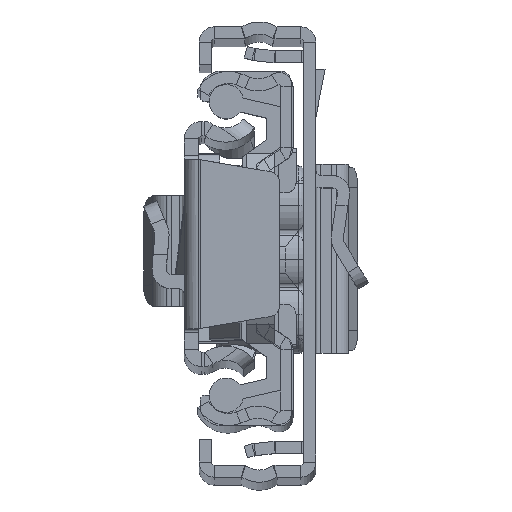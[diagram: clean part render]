
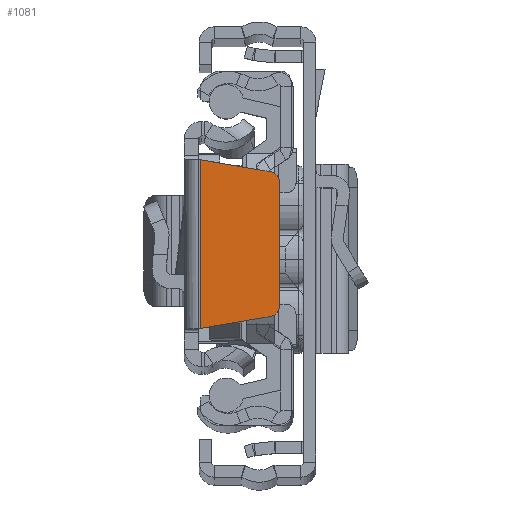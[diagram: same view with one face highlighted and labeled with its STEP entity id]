
A CAD part, top view. The second image highlights one B-rep face of the part: STEP entity #1081.
In plain terms, the highlighted planar face has unit normal (0, 0, 1).
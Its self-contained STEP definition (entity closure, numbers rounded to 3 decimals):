
#1081 = ADVANCED_FACE ( 'NONE', ( #16237 ), #2892, .F. ) ;
#1747 = AXIS2_PLACEMENT_3D ( 'NONE', #6827, #7047, #1951 ) ;
#1776 = CARTESIAN_POINT ( 'NONE',  ( 1.5, 8.35, 0. ) ) ;
#1881 = LINE ( 'NONE', #1776, #7893 ) ;
#1951 = DIRECTION ( 'NONE',  ( 1., 0., 0. ) ) ;
#2486 = VERTEX_POINT ( 'NONE', #21182 ) ;
#2892 = PLANE ( 'NONE',  #5631 ) ;
#3118 = CARTESIAN_POINT ( 'NONE',  ( 9.4, 6.156, 0. ) ) ;
#3497 = EDGE_CURVE ( 'NONE', #18748, #13627, #12812, .T. ) ;
#3520 = ORIENTED_EDGE ( 'NONE', *, *, #6411, .T. ) ;
#3806 = CARTESIAN_POINT ( 'NONE',  ( 9.4, -6.156, 0. ) ) ;
#4303 = DIRECTION ( 'NONE',  ( 1., 0., 0. ) ) ;
#4712 = VECTOR ( 'NONE', #15815, 1000. ) ;
#4895 = EDGE_LOOP ( 'NONE', ( #11603, #9609, #10687, #11386, #5730, #3520 ) ) ;
#5039 = DIRECTION ( 'NONE',  ( -0.986, 0.168, 0. ) ) ;
#5217 = DIRECTION ( 'NONE',  ( 0., -1., 0. ) ) ;
#5631 = AXIS2_PLACEMENT_3D ( 'NONE', #19392, #14407, #4303 ) ;
#5730 = ORIENTED_EDGE ( 'NONE', *, *, #18379, .T. ) ;
#5778 = CARTESIAN_POINT ( 'NONE',  ( 1.6, -8.333, 0. ) ) ;
#6411 = EDGE_CURVE ( 'NONE', #2486, #15816, #1881, .T. ) ;
#6604 = CARTESIAN_POINT ( 'NONE',  ( 9.4, 6.156, 0. ) ) ;
#6623 = CARTESIAN_POINT ( 'NONE',  ( 1.6, -8.333, 0. ) ) ;
#6827 = CARTESIAN_POINT ( 'NONE',  ( 8.4, -6.156, 0. ) ) ;
#7047 = DIRECTION ( 'NONE',  ( 0., 0., 1. ) ) ;
#7336 = CARTESIAN_POINT ( 'NONE',  ( 8.568, -7.142, 0. ) ) ;
#7893 = VECTOR ( 'NONE', #5039, 1000. ) ;
#8047 = CIRCLE ( 'NONE', #13248, 1. ) ;
#8237 = LINE ( 'NONE', #6623, #12395 ) ;
#8645 = EDGE_CURVE ( 'NONE', #14274, #11812, #18958, .T. ) ;
#9371 = VECTOR ( 'NONE', #17906, 1000. ) ;
#9609 = ORIENTED_EDGE ( 'NONE', *, *, #8645, .T. ) ;
#10687 = ORIENTED_EDGE ( 'NONE', *, *, #16399, .T. ) ;
#11386 = ORIENTED_EDGE ( 'NONE', *, *, #3497, .T. ) ;
#11446 = CARTESIAN_POINT ( 'NONE',  ( 8.4, 6.156, 0. ) ) ;
#11603 = ORIENTED_EDGE ( 'NONE', *, *, #11661, .T. ) ;
#11661 = EDGE_CURVE ( 'NONE', #15816, #14274, #8237, .T. ) ;
#11812 = VERTEX_POINT ( 'NONE', #15418 ) ;
#12395 = VECTOR ( 'NONE', #5217, 1000. ) ;
#12812 = LINE ( 'NONE', #6604, #9371 ) ;
#13248 = AXIS2_PLACEMENT_3D ( 'NONE', #11446, #14838, #15342 ) ;
#13627 = VERTEX_POINT ( 'NONE', #3118 ) ;
#14274 = VERTEX_POINT ( 'NONE', #5778 ) ;
#14407 = DIRECTION ( 'NONE',  ( 0., 0., -1. ) ) ;
#14838 = DIRECTION ( 'NONE',  ( 0., 0., 1. ) ) ;
#15342 = DIRECTION ( 'NONE',  ( 1., 0., 0. ) ) ;
#15418 = CARTESIAN_POINT ( 'NONE',  ( 8.568, -7.142, 0. ) ) ;
#15815 = DIRECTION ( 'NONE',  ( 0.986, 0.168, 0. ) ) ;
#15816 = VERTEX_POINT ( 'NONE', #21309 ) ;
#16237 = FACE_OUTER_BOUND ( 'NONE', #4895, .T. ) ;
#16318 = CIRCLE ( 'NONE', #1747, 1. ) ;
#16399 = EDGE_CURVE ( 'NONE', #11812, #18748, #16318, .T. ) ;
#17906 = DIRECTION ( 'NONE',  ( 0., 1., 0. ) ) ;
#18379 = EDGE_CURVE ( 'NONE', #13627, #2486, #8047, .T. ) ;
#18748 = VERTEX_POINT ( 'NONE', #3806 ) ;
#18958 = LINE ( 'NONE', #7336, #4712 ) ;
#19392 = CARTESIAN_POINT ( 'NONE',  ( 8.4, 6.156, 0. ) ) ;
#21182 = CARTESIAN_POINT ( 'NONE',  ( 8.568, 7.142, 0. ) ) ;
#21309 = CARTESIAN_POINT ( 'NONE',  ( 1.6, 8.333, 0. ) ) ;
